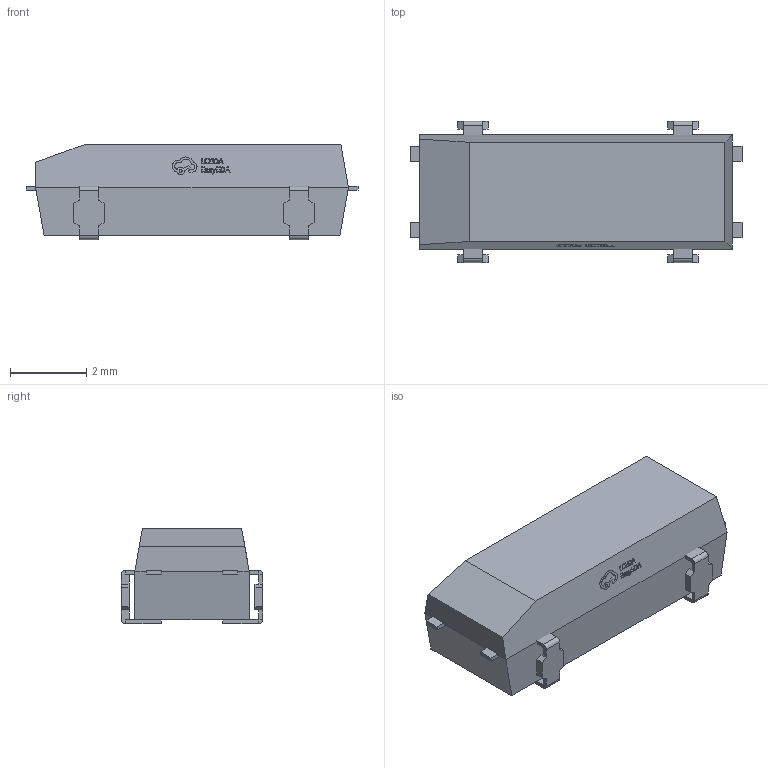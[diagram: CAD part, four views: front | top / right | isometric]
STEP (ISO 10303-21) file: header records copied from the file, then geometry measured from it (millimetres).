
FILE_DESCRIPTION (( 'STEP AP214' ), '1' );
FILE_NAME ('OSC-SMD_4P-L8.7-W3.7-H2.5-BL.step', '2022-07-07T03:26:19', ( '' ), ( '' ), 'SwSTEP 2.0', 'SolidWorks 2020', '' );
FILE_SCHEMA (( 'AUTOMOTIVE_DESIGN' ));
Length unit declared in the file: millimetre
Products named in the file (1): OSC-SMD_4P-L8.7-W3.7-H2.5-BL
Bounding box: 8.7 x 3.7 x 2.5 mm (x, y, z)
Volume: 56.3 mm3; surface area: 119 mm2
Topology: 3 solids, 3 shells, 432 faces, 1132 edges, 732 vertices
Faces by surface type: plane 304, bspline 112, cylinder 16
Entity records: 18433 total; most frequent: CARTESIAN_POINT 4401, ORIENTED_EDGE 2264, DIRECTION 1578, EDGE_CURVE 1132, VECTOR 872, LINE 872, VERTEX_POINT 732, EDGE_LOOP 458
